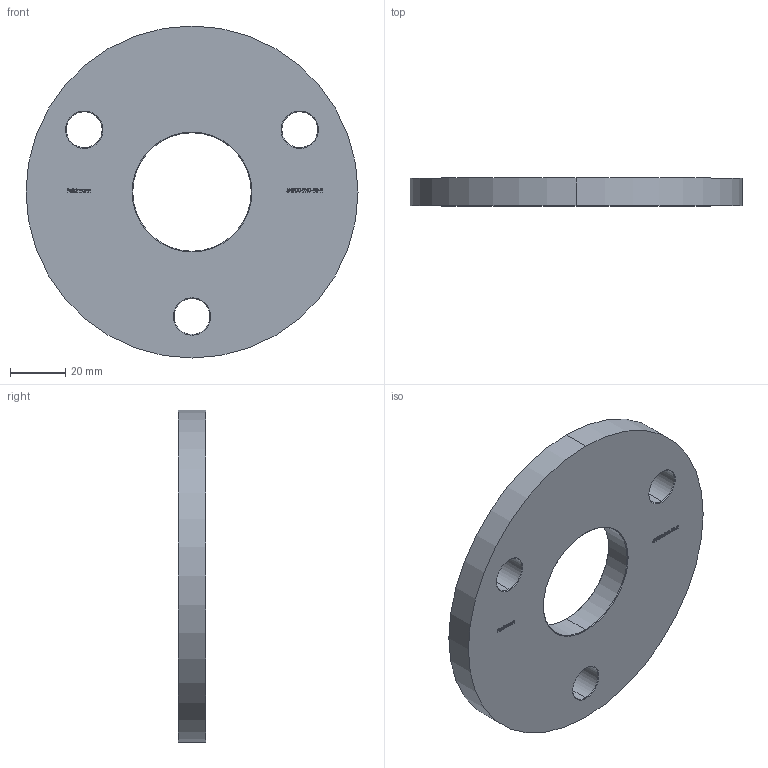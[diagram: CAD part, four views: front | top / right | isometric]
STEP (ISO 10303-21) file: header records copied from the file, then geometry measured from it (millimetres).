
FILE_DESCRIPTION (( 'STEP AP203' ), '1' );
FILE_NAME ('54200-240-10-R.step', '2020-10-21T11:02:50', ( '' ), ( '' ), 'SwSTEP 2.0', 'SolidWorks 2018', '' );
FILE_SCHEMA (( 'CONFIG_CONTROL_DESIGN' ));
Length unit declared in the file: millimetre
Products named in the file (2): 54200-240-10-R
Bounding box: 120 x 10 x 120 mm (x, y, z)
Volume: 94711.2 mm3; surface area: 25222.5 mm2
Topology: 1 solids, 1 shells, 296 faces, 770 edges, 508 vertices
Faces by surface type: plane 161, bspline 109, cone 16, cylinder 10
Entity records: 15751 total; most frequent: CARTESIAN_POINT 9037, ORIENTED_EDGE 1540, DIRECTION 966, EDGE_CURVE 770, VECTOR 516, LINE 516, VERTEX_POINT 508, EDGE_LOOP 336
